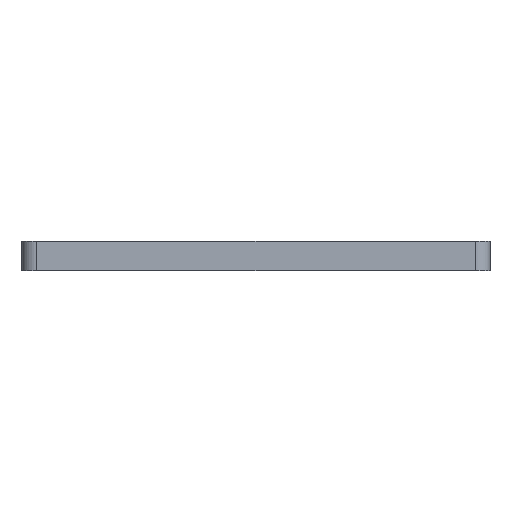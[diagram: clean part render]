
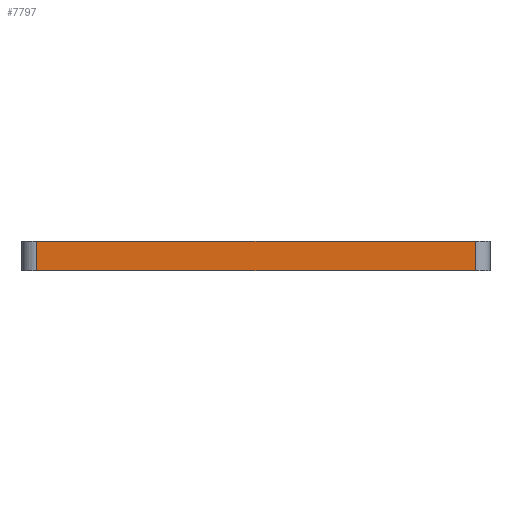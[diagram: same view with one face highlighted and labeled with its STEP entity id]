
A CAD part, front view. The second image highlights one B-rep face of the part: STEP entity #7797.
In plain terms, the highlighted planar face has unit normal (0, -1, 0).
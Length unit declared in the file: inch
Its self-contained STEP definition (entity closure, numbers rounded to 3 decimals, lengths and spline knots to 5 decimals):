
#1087 = CARTESIAN_POINT ( 'NONE',  ( 0.25, -0.125, 0. ) ) ;
#1186 = EDGE_LOOP ( 'NONE', ( #12496, #24420, #10930, #29935 ) ) ;
#1459 = VERTEX_POINT ( 'NONE', #1087 ) ;
#1937 = FACE_OUTER_BOUND ( 'NONE', #1186, .T. ) ;
#2299 = LINE ( 'NONE', #10182, #14159 ) ;
#5827 = CARTESIAN_POINT ( 'NONE',  ( 11.25, -0.125, 0. ) ) ;
#7081 = PLANE ( 'NONE',  #25222 ) ;
#7178 = LINE ( 'NONE', #19660, #31319 ) ;
#7797 = ADVANCED_FACE ( 'NONE', ( #1937 ), #7081, .T. ) ;
#8008 = EDGE_CURVE ( 'NONE', #28534, #1459, #2299, .T. ) ;
#9258 = DIRECTION ( 'NONE',  ( -1., 0., 0. ) ) ;
#9469 = EDGE_CURVE ( 'NONE', #13445, #27953, #7178, .T. ) ;
#10182 = CARTESIAN_POINT ( 'NONE',  ( 0.25, -0.125, 0.75 ) ) ;
#10700 = DIRECTION ( 'NONE',  ( 0., 0., -1. ) ) ;
#10930 = ORIENTED_EDGE ( 'NONE', *, *, #20054, .T. ) ;
#12496 = ORIENTED_EDGE ( 'NONE', *, *, #30436, .F. ) ;
#13445 = VERTEX_POINT ( 'NONE', #23034 ) ;
#14159 = VECTOR ( 'NONE', #10700, 39.37008 ) ;
#16595 = DIRECTION ( 'NONE',  ( 1., 0., 0. ) ) ;
#17209 = VECTOR ( 'NONE', #9258, 39.37008 ) ;
#19660 = CARTESIAN_POINT ( 'NONE',  ( 11.25, -0.125, 0.75 ) ) ;
#20054 = EDGE_CURVE ( 'NONE', #13445, #28534, #30237, .T. ) ;
#20294 = LINE ( 'NONE', #28739, #17209 ) ;
#21225 = DIRECTION ( 'NONE',  ( -1., 0., 0. ) ) ;
#23034 = CARTESIAN_POINT ( 'NONE',  ( 11.25, -0.125, 0.75 ) ) ;
#24420 = ORIENTED_EDGE ( 'NONE', *, *, #9469, .F. ) ;
#25222 = AXIS2_PLACEMENT_3D ( 'NONE', #28802, #26562, #16595 ) ;
#25670 = CARTESIAN_POINT ( 'NONE',  ( 0.25, -0.125, 0.75 ) ) ;
#26562 = DIRECTION ( 'NONE',  ( 0., -1., 0. ) ) ;
#27146 = DIRECTION ( 'NONE',  ( 0., 0., -1. ) ) ;
#27953 = VERTEX_POINT ( 'NONE', #5827 ) ;
#28534 = VERTEX_POINT ( 'NONE', #25670 ) ;
#28739 = CARTESIAN_POINT ( 'NONE',  ( 11.25, -0.125, 0. ) ) ;
#28802 = CARTESIAN_POINT ( 'NONE',  ( 11.25, -0.125, 0.75 ) ) ;
#28851 = CARTESIAN_POINT ( 'NONE',  ( 11.25, -0.125, 0.75 ) ) ;
#29449 = VECTOR ( 'NONE', #21225, 39.37008 ) ;
#29935 = ORIENTED_EDGE ( 'NONE', *, *, #8008, .T. ) ;
#30237 = LINE ( 'NONE', #28851, #29449 ) ;
#30436 = EDGE_CURVE ( 'NONE', #27953, #1459, #20294, .T. ) ;
#31319 = VECTOR ( 'NONE', #27146, 39.37008 ) ;
